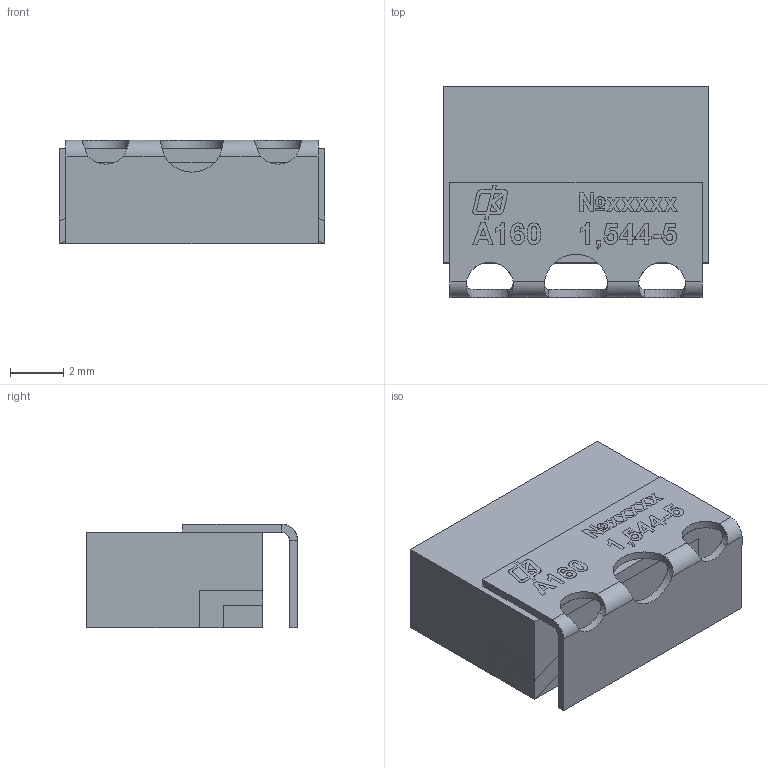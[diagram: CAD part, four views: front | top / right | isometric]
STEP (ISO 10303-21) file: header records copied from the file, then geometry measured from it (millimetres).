
FILE_DESCRIPTION(('STEP AP203'), '1');
FILE_NAME('ÍØÁÀ.434834.010-27_Ôèëüòð ÔÊÏ1-210-27-1,544-5', '', ('UNSPECIFIED'), ('UNSPECIFIED'), 'ASCON STEP Converter 1.6', 'ASCON Math Kernel', '');
FILE_SCHEMA(('CONFIG_CONTROL_DESIGN'));
Length unit declared in the file: millimetre
Products named in the file (1): НШБА.434834.010-27_Фильтр ФКП1-210-27-1,544-5
Bounding box: 10 x 7.95 x 3.9 mm (x, y, z)
Volume: 258.7 mm3; surface area: 340.7 mm2
Topology: 1 solids, 1 shells, 341 faces, 901 edges, 586 vertices
Faces by surface type: plane 257, bspline 63, cylinder 21
Entity records: 18659 total; most frequent: CARTESIAN_POINT 7959, ORIENTED_EDGE 1802, DIRECTION 1317, EDGE_CURVE 901, LINE 687, VECTOR 687, VERTEX_POINT 586, FACE_BOUND 371
